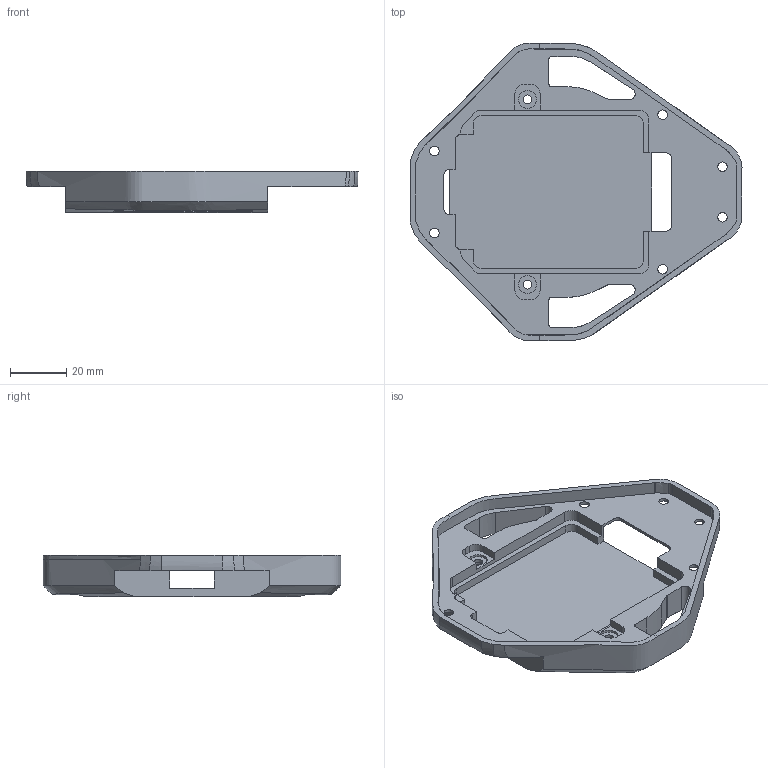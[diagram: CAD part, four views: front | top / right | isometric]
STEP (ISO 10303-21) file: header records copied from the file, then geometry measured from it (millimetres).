
FILE_DESCRIPTION(/* description */ (''),/* implementation_level */ '2;1');
FILE_NAME(/* name */ 'coque inf.step',/* time_stamp */ '2018-12-04T13:50:43+01:00',/* author */ (''),/* organization */ (''),/* preprocessor_version */ 'ST-DEVELOPER v17.2',/* originating_system */ 'Autodesk Translation Framework v7.6.0.251',/* authorisation */ '');
FILE_SCHEMA (('AUTOMOTIVE_DESIGN { 1 0 10303 214 3 1 1 }'));
Length unit declared in the file: millimetre
Products named in the file (2): coque inf; coque_inf
Assembly tree (1 placements, depth 2):
  coque inf
    coque_inf
Bounding box: 118.34 x 105.99 x 14.73 mm (x, y, z)
Volume: 34685.8 mm3; surface area: 24921.3 mm2
Topology: 1 solids, 1 shells, 200 faces, 584 edges, 385 vertices
Faces by surface type: plane 69, cylinder 60, bspline 53, cone 10, torus 8
Full cylindrical faces by diameter (mm): 3.2 x2, 3.4 x6, 6.4 x2, 6.5 x2
Entity records: 31993 total; most frequent: CARTESIAN_POINT 26992, ORIENTED_EDGE 1168, DIRECTION 845, EDGE_CURVE 584, VERTEX_POINT 385, AXIS2_PLACEMENT_3D 294, LINE 257, VECTOR 257
